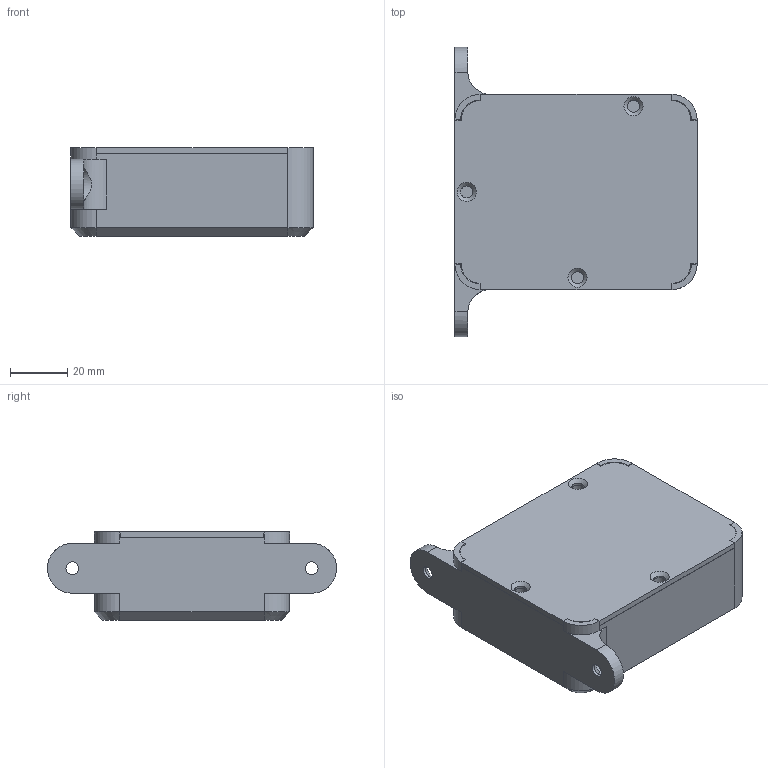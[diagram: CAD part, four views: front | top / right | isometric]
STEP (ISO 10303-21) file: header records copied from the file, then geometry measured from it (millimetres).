
FILE_DESCRIPTION(/* description */ (''),/* implementation_level */ '2;1');
FILE_NAME(/* name */ 'Controller Housing.step',/* time_stamp */ '2023-11-26T22:30:40+01:00',/* author */ (''),/* organization */ (''),/* preprocessor_version */ 'ST-DEVELOPER v20',/* originating_system */ 'Autodesk Translation Framework v12.14.0.127',/* authorisation */ '');
FILE_SCHEMA (('AUTOMOTIVE_DESIGN { 1 0 10303 214 3 1 1 }'));
Length unit declared in the file: millimetre
Products named in the file (5): Controller Housing; PCB v2; esphome-bed-occupancy PCB; Housing; Cover
Assembly tree (4 placements, depth 3):
  Controller Housing
    PCB v2
      esphome-bed-occupancy PCB
    Housing
    Cover
Bounding box: 84.93 x 101.42 x 31.1 mm (x, y, z)
Volume: 49864.5 mm3; surface area: 49927.5 mm2
Topology: 3 solids, 3 shells, 288 faces, 737 edges, 462 vertices
Faces by surface type: plane 169, cylinder 98, cone 13, torus 8
Full cylindrical faces by diameter (mm): 0.8 x2, 0.95 x12, 1 x6, 1.016 x22, 2 x5, 2.2 x5, 4 x5, 4.3 x6, 4.5 x2
Entity records: 9138 total; most frequent: CARTESIAN_POINT 1680, DIRECTION 1531, ORIENTED_EDGE 1474, EDGE_CURVE 737, AXIS2_PLACEMENT_3D 523, LINE 485, VECTOR 485, VERTEX_POINT 462
